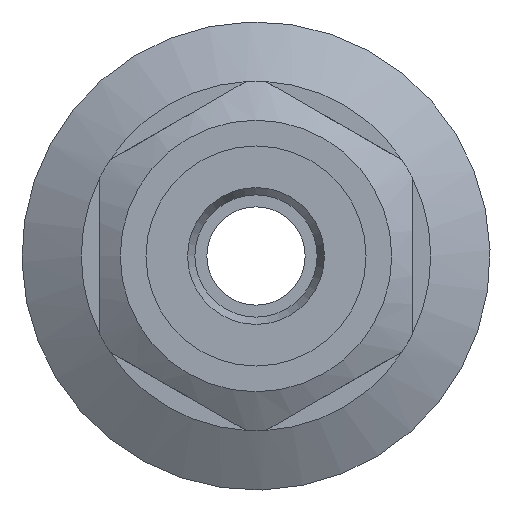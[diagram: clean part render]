
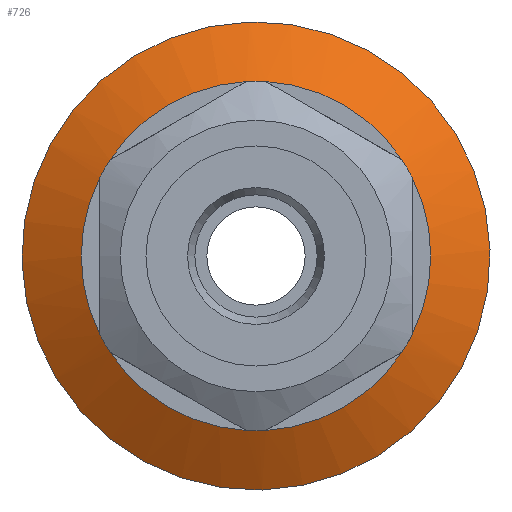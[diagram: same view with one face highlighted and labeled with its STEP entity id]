
A CAD part, left-side view. The second image highlights one B-rep face of the part: STEP entity #726.
In plain terms, the highlighted conical face has half-angle 60 degrees and reference radius 16.637 mm.
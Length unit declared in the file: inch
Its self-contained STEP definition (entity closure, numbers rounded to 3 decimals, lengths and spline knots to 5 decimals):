
#114=CONICAL_SURFACE('',#808,0.655,60.);
#161=FACE_BOUND('',#274,.T.);
#201=FACE_OUTER_BOUND('',#273,.T.);
#273=EDGE_LOOP('',(#566,#567,#568,#569,#570,#571,#572,#573,#574,#575,#576,
#577));
#274=EDGE_LOOP('',(#578));
#328=CIRCLE('',#776,0.56);
#329=CIRCLE('',#778,0.56);
#330=CIRCLE('',#780,0.56);
#331=CIRCLE('',#782,0.56);
#332=CIRCLE('',#784,0.56);
#333=CIRCLE('',#786,0.56);
#344=CIRCLE('',#807,0.75);
#345=CIRCLE('',#809,0.56);
#346=CIRCLE('',#810,0.56);
#347=CIRCLE('',#811,0.56);
#348=CIRCLE('',#812,0.56);
#349=CIRCLE('',#813,0.56);
#350=CIRCLE('',#814,0.56);
#384=VERTEX_POINT('',#1138);
#385=VERTEX_POINT('',#1139);
#386=VERTEX_POINT('',#1143);
#387=VERTEX_POINT('',#1144);
#388=VERTEX_POINT('',#1148);
#389=VERTEX_POINT('',#1149);
#390=VERTEX_POINT('',#1153);
#391=VERTEX_POINT('',#1154);
#392=VERTEX_POINT('',#1158);
#393=VERTEX_POINT('',#1159);
#394=VERTEX_POINT('',#1163);
#395=VERTEX_POINT('',#1164);
#406=VERTEX_POINT('',#1197);
#446=EDGE_CURVE('',#384,#385,#328,.T.);
#448=EDGE_CURVE('',#386,#387,#329,.T.);
#450=EDGE_CURVE('',#388,#389,#330,.T.);
#452=EDGE_CURVE('',#390,#391,#331,.T.);
#454=EDGE_CURVE('',#392,#393,#332,.T.);
#456=EDGE_CURVE('',#394,#395,#333,.T.);
#467=EDGE_CURVE('',#406,#406,#344,.T.);
#468=EDGE_CURVE('',#392,#395,#345,.T.);
#469=EDGE_CURVE('',#394,#385,#346,.T.);
#470=EDGE_CURVE('',#384,#387,#347,.T.);
#471=EDGE_CURVE('',#386,#389,#348,.T.);
#472=EDGE_CURVE('',#388,#391,#349,.T.);
#473=EDGE_CURVE('',#390,#393,#350,.T.);
#566=ORIENTED_EDGE('',*,*,#468,.T.);
#567=ORIENTED_EDGE('',*,*,#456,.F.);
#568=ORIENTED_EDGE('',*,*,#469,.T.);
#569=ORIENTED_EDGE('',*,*,#446,.F.);
#570=ORIENTED_EDGE('',*,*,#470,.T.);
#571=ORIENTED_EDGE('',*,*,#448,.F.);
#572=ORIENTED_EDGE('',*,*,#471,.T.);
#573=ORIENTED_EDGE('',*,*,#450,.F.);
#574=ORIENTED_EDGE('',*,*,#472,.T.);
#575=ORIENTED_EDGE('',*,*,#452,.F.);
#576=ORIENTED_EDGE('',*,*,#473,.T.);
#577=ORIENTED_EDGE('',*,*,#454,.F.);
#578=ORIENTED_EDGE('',*,*,#467,.T.);
#726=ADVANCED_FACE('',(#201,#161),#114,.T.);
#776=AXIS2_PLACEMENT_3D('',#1141,#907,#908);
#778=AXIS2_PLACEMENT_3D('',#1146,#912,#913);
#780=AXIS2_PLACEMENT_3D('',#1151,#917,#918);
#782=AXIS2_PLACEMENT_3D('',#1156,#922,#923);
#784=AXIS2_PLACEMENT_3D('',#1161,#927,#928);
#786=AXIS2_PLACEMENT_3D('',#1166,#932,#933);
#807=AXIS2_PLACEMENT_3D('',#1198,#974,#975);
#808=AXIS2_PLACEMENT_3D('',#1199,#976,#977);
#809=AXIS2_PLACEMENT_3D('',#1200,#978,#979);
#810=AXIS2_PLACEMENT_3D('',#1201,#980,#981);
#811=AXIS2_PLACEMENT_3D('',#1202,#982,#983);
#812=AXIS2_PLACEMENT_3D('',#1203,#984,#985);
#813=AXIS2_PLACEMENT_3D('',#1204,#986,#987);
#814=AXIS2_PLACEMENT_3D('',#1205,#988,#989);
#907=DIRECTION('center_axis',(-1.,0.,0.));
#908=DIRECTION('ref_axis',(0.,-0.879,-0.477));
#912=DIRECTION('center_axis',(-1.,0.,0.));
#913=DIRECTION('ref_axis',(0.,-0.879,-0.477));
#917=DIRECTION('center_axis',(-1.,0.,0.));
#918=DIRECTION('ref_axis',(0.,-0.879,-0.477));
#922=DIRECTION('center_axis',(-1.,0.,0.));
#923=DIRECTION('ref_axis',(0.,-0.879,-0.477));
#927=DIRECTION('center_axis',(-1.,0.,0.));
#928=DIRECTION('ref_axis',(0.,-0.879,-0.477));
#932=DIRECTION('center_axis',(-1.,0.,0.));
#933=DIRECTION('ref_axis',(0.,-0.879,-0.477));
#974=DIRECTION('center_axis',(-1.,0.,0.));
#975=DIRECTION('ref_axis',(0.,-0.879,-0.477));
#976=DIRECTION('center_axis',(1.,0.,0.));
#977=DIRECTION('ref_axis',(0.,-0.879,-0.477));
#978=DIRECTION('center_axis',(1.,0.,0.));
#979=DIRECTION('ref_axis',(0.,1.,0.));
#980=DIRECTION('center_axis',(1.,0.,0.));
#981=DIRECTION('ref_axis',(0.,1.,0.));
#982=DIRECTION('center_axis',(1.,0.,0.));
#983=DIRECTION('ref_axis',(0.,1.,0.));
#984=DIRECTION('center_axis',(1.,0.,0.));
#985=DIRECTION('ref_axis',(0.,1.,0.));
#986=DIRECTION('center_axis',(1.,0.,0.));
#987=DIRECTION('ref_axis',(0.,1.,0.));
#988=DIRECTION('center_axis',(1.,0.,0.));
#989=DIRECTION('ref_axis',(0.,1.,0.));
#1138=CARTESIAN_POINT('',(0.15,0.4684,-0.30692));
#1139=CARTESIAN_POINT('',(0.15,0.0316,-0.55911));
#1141=CARTESIAN_POINT('Origin',(0.15,0.,
0.));
#1143=CARTESIAN_POINT('',(0.15,0.5,0.25219));
#1144=CARTESIAN_POINT('',(0.15,0.5,-0.25219));
#1146=CARTESIAN_POINT('Origin',(0.15,0.,
0.));
#1148=CARTESIAN_POINT('',(0.15,0.0316,0.55911));
#1149=CARTESIAN_POINT('',(0.15,0.4684,0.30692));
#1151=CARTESIAN_POINT('Origin',(0.15,0.,
0.));
#1153=CARTESIAN_POINT('',(0.15,-0.4684,0.30692));
#1154=CARTESIAN_POINT('',(0.15,-0.0316,0.55911));
#1156=CARTESIAN_POINT('Origin',(0.15,0.,
0.));
#1158=CARTESIAN_POINT('',(0.15,-0.5,-0.25219));
#1159=CARTESIAN_POINT('',(0.15,-0.5,0.25219));
#1161=CARTESIAN_POINT('Origin',(0.15,0.,
0.));
#1163=CARTESIAN_POINT('',(0.15,-0.0316,-0.55911));
#1164=CARTESIAN_POINT('',(0.15,-0.4684,-0.30692));
#1166=CARTESIAN_POINT('Origin',(0.15,0.,
0.));
#1197=CARTESIAN_POINT('',(0.2597,-0.65913,-0.35784));
#1198=CARTESIAN_POINT('Origin',(0.2597,0.,
0.));
#1199=CARTESIAN_POINT('Origin',(0.20485,0.,
0.));
#1200=CARTESIAN_POINT('Origin',(0.15,0.,0.));
#1201=CARTESIAN_POINT('Origin',(0.15,0.,0.));
#1202=CARTESIAN_POINT('Origin',(0.15,0.,0.));
#1203=CARTESIAN_POINT('Origin',(0.15,0.,0.));
#1204=CARTESIAN_POINT('Origin',(0.15,0.,0.));
#1205=CARTESIAN_POINT('Origin',(0.15,0.,0.));
